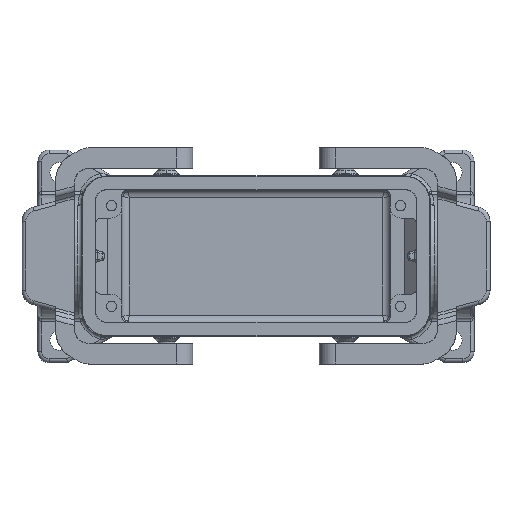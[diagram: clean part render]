
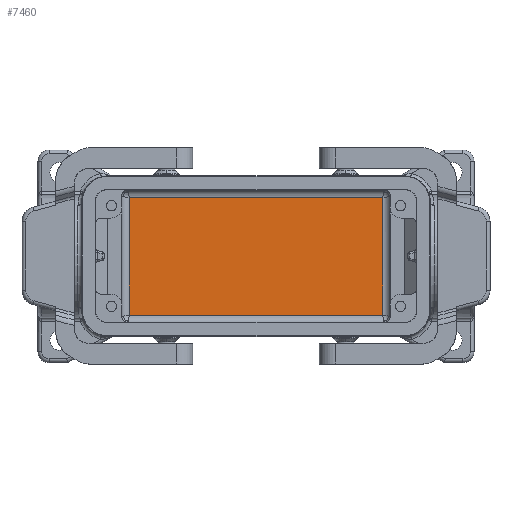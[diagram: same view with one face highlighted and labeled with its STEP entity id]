
A CAD part, top view. The second image highlights one B-rep face of the part: STEP entity #7460.
In plain terms, the highlighted planar face has unit normal (0, 0, 1).
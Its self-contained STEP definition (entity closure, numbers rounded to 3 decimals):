
#7070=CARTESIAN_POINT('',(47.419,36.595,-53.5));
#7080=DIRECTION('',(0.,0.,1.));
#7090=DIRECTION('',(1.,0.,0.));
#7100=AXIS2_PLACEMENT_3D('',#7070,#7080,#7090);
#7110=PLANE('',#7100);
#7120=CARTESIAN_POINT('',(61.006,0.,-53.5));
#7130=DIRECTION('',(0.,1.,0.));
#7140=VECTOR('',#7130,1.);
#7150=LINE('',#7120,#7140);
#7160=CARTESIAN_POINT('',(61.006,16.807,-53.5));
#7170=VERTEX_POINT('',#7160);
#7180=CARTESIAN_POINT('',(61.006,84.807,-53.5));
#7190=VERTEX_POINT('',#7180);
#7200=EDGE_CURVE('',#7170,#7190,#7150,.T.);
#7210=ORIENTED_EDGE('',*,*,#7200,.T.);
#7220=CARTESIAN_POINT('',(0.,16.807,-53.5));
#7230=DIRECTION('',(1.,0.,0.));
#7240=VECTOR('',#7230,1.);
#7250=LINE('',#7220,#7240);
#7260=CARTESIAN_POINT('',(29.506,16.807,-53.5));
#7270=VERTEX_POINT('',#7260);
#7280=EDGE_CURVE('',#7270,#7170,#7250,.T.);
#7290=ORIENTED_EDGE('',*,*,#7280,.T.);
#7300=CARTESIAN_POINT('',(29.506,0.,-53.5));
#7310=DIRECTION('',(0.,-1.,0.));
#7320=VECTOR('',#7310,1.);
#7330=LINE('',#7300,#7320);
#7340=CARTESIAN_POINT('',(29.506,84.807,-53.5));
#7350=VERTEX_POINT('',#7340);
#7360=EDGE_CURVE('',#7350,#7270,#7330,.T.);
#7370=ORIENTED_EDGE('',*,*,#7360,.T.);
#7380=CARTESIAN_POINT('',(0.,84.807,-53.5));
#7390=DIRECTION('',(1.,0.,0.));
#7400=VECTOR('',#7390,1.);
#7410=LINE('',#7380,#7400);
#7420=EDGE_CURVE('',#7350,#7190,#7410,.T.);
#7430=ORIENTED_EDGE('',*,*,#7420,.F.);
#7440=EDGE_LOOP('',(#7430,#7370,#7290,#7210));
#7450=FACE_OUTER_BOUND('',#7440,.T.);
#7460=ADVANCED_FACE('',(#7450),#7110,.T.);
